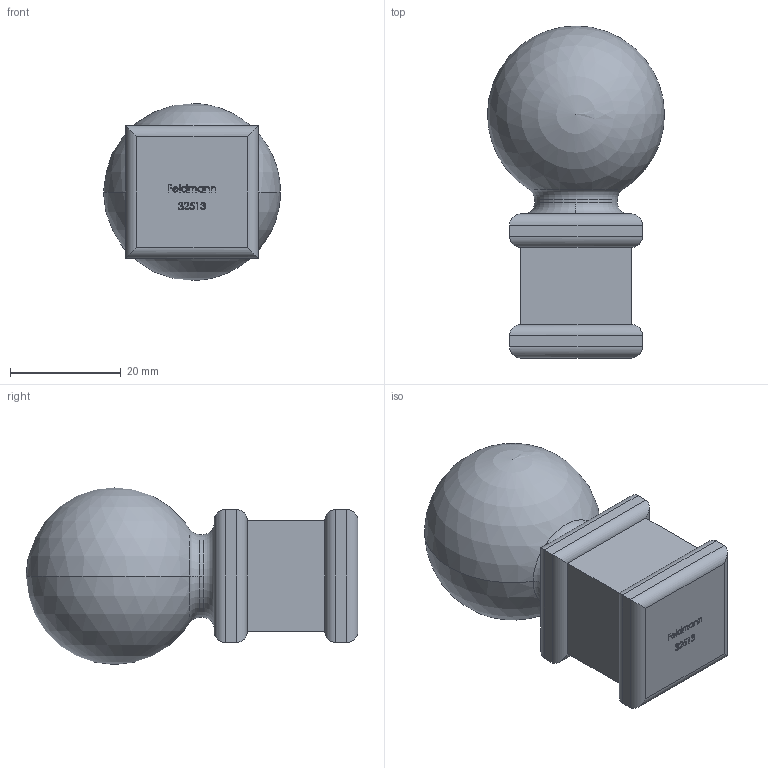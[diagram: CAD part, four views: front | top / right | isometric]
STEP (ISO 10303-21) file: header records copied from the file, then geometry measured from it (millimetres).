
FILE_DESCRIPTION (( 'STEP AP203' ), '1' );
FILE_NAME ('32513.STEP', '2016-10-20T12:20:47', ( '' ), ( '' ), 'SwSTEP 2.0', 'SolidWorks 2015', '' );
FILE_SCHEMA (( 'CONFIG_CONTROL_DESIGN' ));
Length unit declared in the file: millimetre
Products named in the file (1): 32513
Bounding box: 32 x 60 x 32 mm (x, y, z)
Volume: 29917.6 mm3; surface area: 6461.8 mm2
Topology: 1 solids, 1 shells, 222 faces, 587 edges, 382 vertices
Faces by surface type: plane 108, bspline 90, cylinder 18, torus 4, sphere 2
Entity records: 11259 total; most frequent: CARTESIAN_POINT 6378, ORIENTED_EDGE 1164, DIRECTION 668, EDGE_CURVE 582, VERTEX_POINT 379, LINE 370, VECTOR 370, EDGE_LOOP 239
